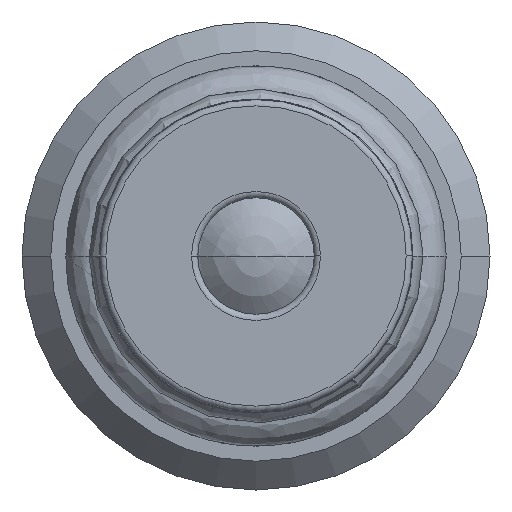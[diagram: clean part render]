
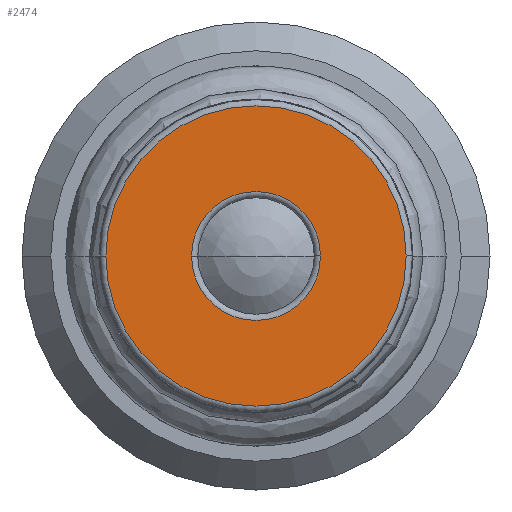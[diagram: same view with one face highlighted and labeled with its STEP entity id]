
A CAD part, left-side view. The second image highlights one B-rep face of the part: STEP entity #2474.
In plain terms, the highlighted planar face has unit normal (-1, 0, 0).
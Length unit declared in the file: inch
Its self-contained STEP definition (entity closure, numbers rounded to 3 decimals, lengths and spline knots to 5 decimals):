
#291=CARTESIAN_POINT('',(-0.57992,0.,0.));
#292=DIRECTION('',(1.,0.,0.));
#293=DIRECTION('',(0.,-1.,0.));
#294=AXIS2_PLACEMENT_3D('',#291,#292,#293);
#314=CARTESIAN_POINT('',(-0.57992,0.,0.));
#315=DIRECTION('',(1.,0.,0.));
#316=DIRECTION('',(0.,1.,0.));
#317=AXIS2_PLACEMENT_3D('',#314,#315,#316);
#324=CARTESIAN_POINT('',(-0.57992,0.,0.));
#325=DIRECTION('',(1.,0.,0.));
#326=DIRECTION('',(0.,1.,0.));
#327=AXIS2_PLACEMENT_3D('',#324,#325,#326);
#329=CARTESIAN_POINT('',(-0.57992,0.,0.));
#330=DIRECTION('',(1.,0.,0.));
#331=DIRECTION('',(0.,-1.,0.));
#332=AXIS2_PLACEMENT_3D('',#329,#330,#331);
#2271=CARTESIAN_POINT('',(-0.57992,0.12,0.));
#2272=CARTESIAN_POINT('',(-0.57992,-0.12,0.));
#2273=VERTEX_POINT('',#2271);
#2274=VERTEX_POINT('',#2272);
#2323=CARTESIAN_POINT('',(-0.57992,0.0515,0.));
#2324=CARTESIAN_POINT('',(-0.57992,-0.0515,0.));
#2325=VERTEX_POINT('',#2323);
#2326=VERTEX_POINT('',#2324);
#2459=CARTESIAN_POINT('',(-0.57992,0.,0.));
#2460=DIRECTION('',(-1.,0.,0.));
#2461=DIRECTION('',(0.,1.,0.));
#2462=AXIS2_PLACEMENT_3D('',#2459,#2460,#2461);
#2463=PLANE('97',#2462);
#2464=ORIENTED_EDGE('382',*,*,#2453,.T.);
#2465=ORIENTED_EDGE('384',*,*,#2410,.T.);
#2466=EDGE_LOOP('97',(#2464,#2465));
#2467=FACE_OUTER_BOUND('97',#2466,.F.);
#2469=ORIENTED_EDGE('443',*,*,#2468,.F.);
#2471=ORIENTED_EDGE('445',*,*,#2470,.F.);
#2472=EDGE_LOOP('97',(#2469,#2471));
#2473=FACE_BOUND('97',#2472,.F.);
#295=CIRCLE('384',#294,0.12);
#318=CIRCLE('382',#317,0.12);
#328=CIRCLE('443',#327,0.0515);
#333=CIRCLE('445',#332,0.0515);
#2410=EDGE_CURVE('384',#2274,#2273,#295,.T.);
#2453=EDGE_CURVE('382',#2273,#2274,#318,.T.);
#2468=EDGE_CURVE('443',#2325,#2326,#328,.T.);
#2470=EDGE_CURVE('445',#2326,#2325,#333,.T.);
#2474=ADVANCED_FACE('97',(#2467,#2473),#2463,.T.);
